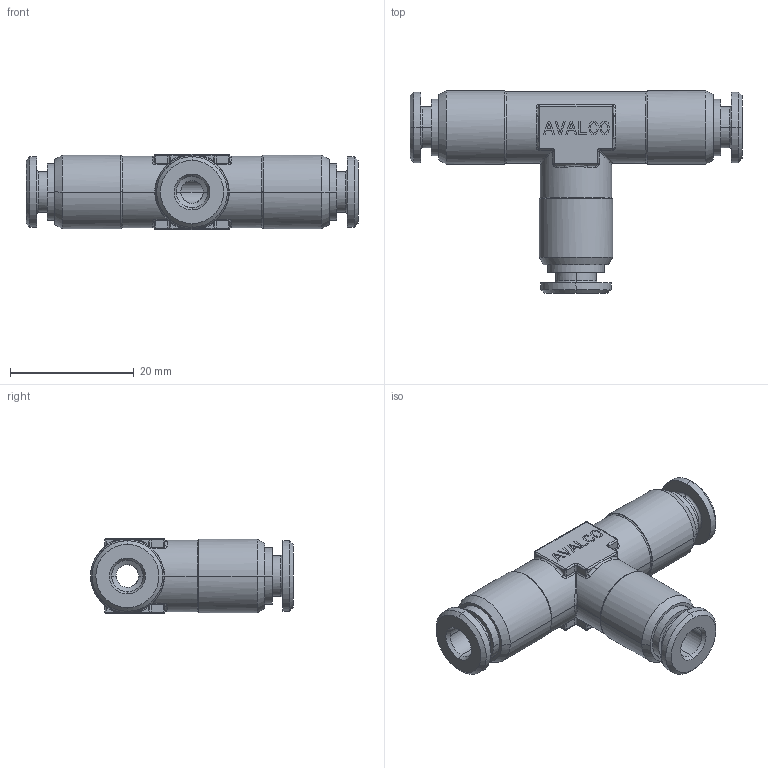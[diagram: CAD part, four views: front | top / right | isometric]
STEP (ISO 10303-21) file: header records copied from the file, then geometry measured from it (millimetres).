
FILE_DESCRIPTION(( 'MA.29.05.05A.stp' ), '1');
FILE_NAME( 'MA.29.05.05A.stp', '2018-10-01T13:57:44',( 'Sopra'),('sopra-pneumatic.com'), 'SwSTEP 2.0','SolidWorks 2009','' );
FILE_SCHEMA(('CONFIG_CONTROL_DESIGN'));
Length unit declared in the file: millimetre
Products named in the file (1): CN540B-05
Bounding box: 53.7 x 32.8 x 12.15 mm (x, y, z)
Volume: 6281 mm3; surface area: 4742.5 mm2
Topology: 1 solids, 1 shells, 492 faces, 1260 edges, 790 vertices
Faces by surface type: plane 278, cylinder 98, cone 42, torus 40, bspline 22, sphere 12
Entity records: 16877 total; most frequent: CARTESIAN_POINT 5587, ORIENTED_EDGE 2520, DIRECTION 1933, EDGE_CURVE 1260, VECTOR 849, LINE 849, VERTEX_POINT 790, AXIS2_PLACEMENT_3D 657
